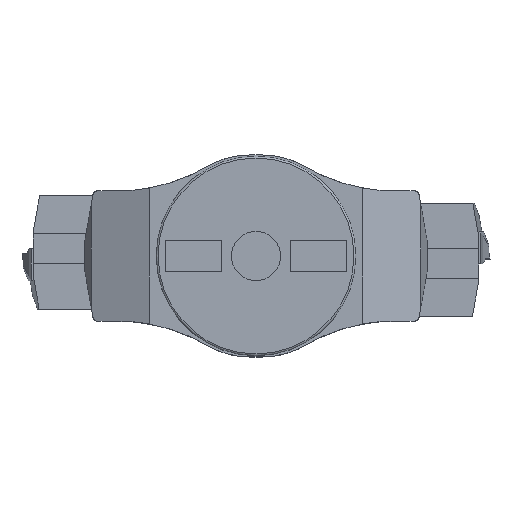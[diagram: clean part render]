
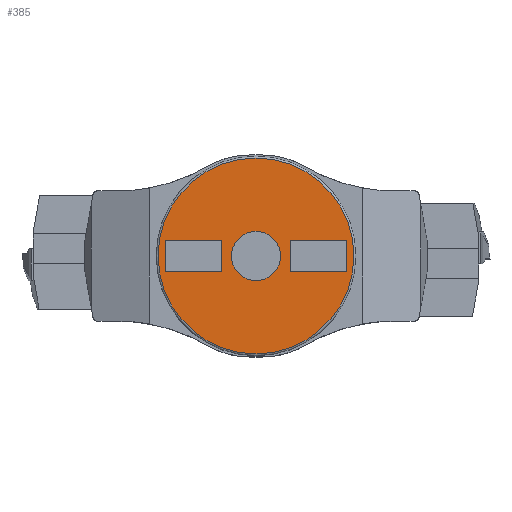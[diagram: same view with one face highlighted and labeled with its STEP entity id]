
A CAD part, top view. The second image highlights one B-rep face of the part: STEP entity #385.
In plain terms, the highlighted planar face has unit normal (0, 0, 1).
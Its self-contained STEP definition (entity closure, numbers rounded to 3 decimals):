
#385=ADVANCED_FACE('',(#1086,#1087,#1088,#1089),#513,.T.);
#513=PLANE('',#2653);
#604=LINE('',#3605,#845);
#605=LINE('',#3608,#846);
#606=LINE('',#3610,#847);
#607=LINE('',#3612,#848);
#608=LINE('',#3613,#849);
#609=LINE('',#3616,#850);
#610=LINE('',#3618,#851);
#611=LINE('',#3620,#852);
#845=VECTOR('',#2895,1.);
#846=VECTOR('',#2896,1.);
#847=VECTOR('',#2897,1.);
#848=VECTOR('',#2898,1.);
#849=VECTOR('',#2899,1.);
#850=VECTOR('',#2900,1.);
#851=VECTOR('',#2901,1.);
#852=VECTOR('',#2902,1.);
#1086=FACE_BOUND('',#1120,.T.);
#1087=FACE_BOUND('',#1121,.T.);
#1088=FACE_BOUND('',#1122,.T.);
#1089=FACE_BOUND('',#1123,.T.);
#1120=EDGE_LOOP('',(#1266));
#1121=EDGE_LOOP('',(#1267));
#1122=EDGE_LOOP('',(#1268,#1269,#1270,#1271));
#1123=EDGE_LOOP('',(#1272,#1273,#1274,#1275));
#1266=ORIENTED_EDGE('',*,*,#2140,.F.);
#1267=ORIENTED_EDGE('',*,*,#2141,.T.);
#1268=ORIENTED_EDGE('',*,*,#2142,.F.);
#1269=ORIENTED_EDGE('',*,*,#2143,.F.);
#1270=ORIENTED_EDGE('',*,*,#2144,.F.);
#1271=ORIENTED_EDGE('',*,*,#2145,.F.);
#1272=ORIENTED_EDGE('',*,*,#2146,.F.);
#1273=ORIENTED_EDGE('',*,*,#2147,.F.);
#1274=ORIENTED_EDGE('',*,*,#2148,.F.);
#1275=ORIENTED_EDGE('',*,*,#2149,.F.);
#1918=VERTEX_POINT('',#3602);
#1919=VERTEX_POINT('',#3604);
#1920=VERTEX_POINT('',#3606);
#1921=VERTEX_POINT('',#3607);
#1922=VERTEX_POINT('',#3609);
#1923=VERTEX_POINT('',#3611);
#1924=VERTEX_POINT('',#3614);
#1925=VERTEX_POINT('',#3615);
#1926=VERTEX_POINT('',#3617);
#1927=VERTEX_POINT('',#3619);
#2140=EDGE_CURVE('',#1918,#1918,#2466,.T.);
#2141=EDGE_CURVE('',#1919,#1919,#2467,.T.);
#2142=EDGE_CURVE('',#1920,#1921,#604,.T.);
#2143=EDGE_CURVE('',#1922,#1920,#605,.T.);
#2144=EDGE_CURVE('',#1923,#1922,#606,.T.);
#2145=EDGE_CURVE('',#1921,#1923,#607,.T.);
#2146=EDGE_CURVE('',#1924,#1925,#608,.T.);
#2147=EDGE_CURVE('',#1926,#1924,#609,.T.);
#2148=EDGE_CURVE('',#1927,#1926,#610,.T.);
#2149=EDGE_CURVE('',#1925,#1927,#611,.T.);
#2466=CIRCLE('',#2651,20.);
#2467=CIRCLE('',#2652,79.5);
#2651=AXIS2_PLACEMENT_3D('',#3601,#2891,#2892);
#2652=AXIS2_PLACEMENT_3D('',#3603,#2893,#2894);
#2653=AXIS2_PLACEMENT_3D('',#3621,#2903,#2904);
#2891=DIRECTION('',(0.,0.,1.));
#2892=DIRECTION('',(1.,0.,0.));
#2893=DIRECTION('',(0.,0.,1.));
#2894=DIRECTION('',(1.,0.,0.));
#2895=DIRECTION('',(0.,1.,0.));
#2896=DIRECTION('',(1.,0.,0.));
#2897=DIRECTION('',(0.,-1.,0.));
#2898=DIRECTION('',(-1.,0.,0.));
#2899=DIRECTION('',(1.,0.,0.));
#2900=DIRECTION('',(0.,-1.,0.));
#2901=DIRECTION('',(-1.,0.,0.));
#2902=DIRECTION('',(0.,1.,0.));
#2903=DIRECTION('',(0.,0.,1.));
#2904=DIRECTION('',(-1.,0.,0.));
#3601=CARTESIAN_POINT('',(0.,0.,0.));
#3602=CARTESIAN_POINT('',(20.,0.,0.));
#3603=CARTESIAN_POINT('',(0.,0.,0.));
#3604=CARTESIAN_POINT('',(79.5,0.,0.));
#3605=CARTESIAN_POINT('',(-28.25,-12.7,0.));
#3606=CARTESIAN_POINT('',(-28.25,-12.7,0.));
#3607=CARTESIAN_POINT('',(-28.25,12.7,0.));
#3608=CARTESIAN_POINT('',(-73.75,-12.7,0.));
#3609=CARTESIAN_POINT('',(-73.75,-12.7,0.));
#3610=CARTESIAN_POINT('',(-73.75,12.7,0.));
#3611=CARTESIAN_POINT('',(-73.75,12.7,0.));
#3612=CARTESIAN_POINT('',(-28.25,12.7,0.));
#3613=CARTESIAN_POINT('',(28.25,-12.7,0.));
#3614=CARTESIAN_POINT('',(28.25,-12.7,0.));
#3615=CARTESIAN_POINT('',(73.75,-12.7,0.));
#3616=CARTESIAN_POINT('',(28.25,12.7,0.));
#3617=CARTESIAN_POINT('',(28.25,12.7,0.));
#3618=CARTESIAN_POINT('',(73.75,12.7,0.));
#3619=CARTESIAN_POINT('',(73.75,12.7,0.));
#3620=CARTESIAN_POINT('',(73.75,-12.7,0.));
#3621=CARTESIAN_POINT('',(0.,0.,0.));
